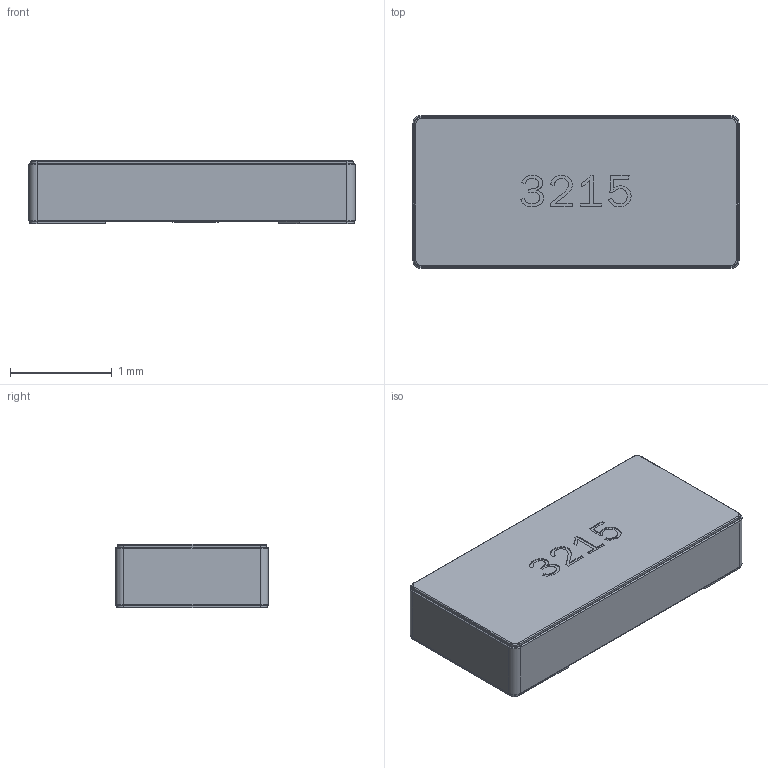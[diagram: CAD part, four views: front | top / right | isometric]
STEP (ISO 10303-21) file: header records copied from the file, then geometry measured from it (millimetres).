
FILE_DESCRIPTION (( 'STEP AP214' ), '1' );
FILE_NAME ('OSC 3215-2.STEP', '2017-06-14T02:36:53', ( '' ), ( '' ), 'SwSTEP 2.0', 'SolidWorks 2015', '' );
FILE_SCHEMA (( 'AUTOMOTIVE_DESIGN' ));
Length unit declared in the file: millimetre
Products named in the file (3): OSC 3215-2; LOGOԲ0.15
Assembly tree (2 placements, depth 2):
  OSC 3215-2
    OSC 3215-2
    LOGOԲ0.15
Bounding box: 3.2 x 1.5 x 0.62 mm (x, y, z)
Volume: 2.9 mm3; surface area: 15.4 mm2
Topology: 15 solids, 15 shells, 249 faces, 606 edges, 392 vertices
Faces by surface type: plane 116, bspline 81, cylinder 40, torus 12
Entity records: 11909 total; most frequent: CARTESIAN_POINT 3609, ORIENTED_EDGE 1212, DIRECTION 878, EDGE_CURVE 606, VERTEX_POINT 392, VECTOR 356, LINE 356, UNCERTAINTY_MEASURE_WITH_UNIT 269
